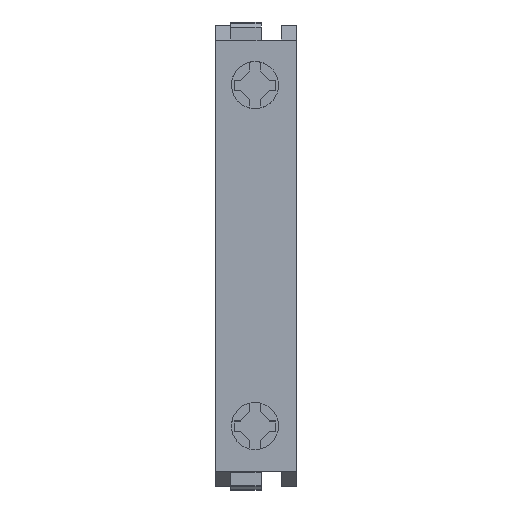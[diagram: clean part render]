
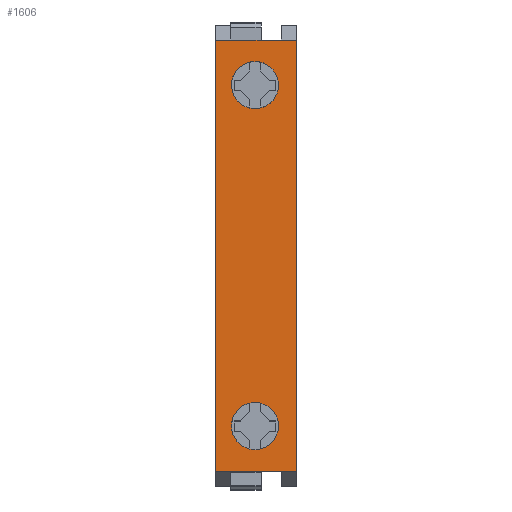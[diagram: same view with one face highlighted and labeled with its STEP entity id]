
A CAD part, top view. The second image highlights one B-rep face of the part: STEP entity #1606.
In plain terms, the highlighted planar face has unit normal (0, 0, 1).
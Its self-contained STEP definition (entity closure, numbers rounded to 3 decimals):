
#1222=CARTESIAN_POINT('',(4.152,-19.337,31.851));
#1223=VERTEX_POINT('',#1222);
#1232=CARTESIAN_POINT('',(3.649,-14.664,31.851));
#1233=VERTEX_POINT('',#1232);
#1234=CARTESIAN_POINT('',(3.9,-17.,31.851));
#1235=DIRECTION('',(0.0,0.0,-1.0));
#1236=DIRECTION('',(0.107,-0.994,0.0));
#1237=AXIS2_PLACEMENT_3D('',#1234,#1235,#1236);
#1238=CIRCLE('',#1237,2.35);
#1239=EDGE_CURVE('',#1233,#1223,#1238,.T.);
#1298=CARTESIAN_POINT('',(3.9,14.65,31.851));
#1299=VERTEX_POINT('',#1298);
#1308=CARTESIAN_POINT('',(3.901,19.35,31.851));
#1309=VERTEX_POINT('',#1308);
#1310=CARTESIAN_POINT('',(3.9,17.,31.851));
#1311=DIRECTION('',(0.0,0.0,-1.0));
#1312=DIRECTION('',(0.,-1.,0.0));
#1313=AXIS2_PLACEMENT_3D('',#1310,#1311,#1312);
#1314=CIRCLE('',#1313,2.35);
#1315=EDGE_CURVE('',#1309,#1299,#1314,.T.);
#1497=CARTESIAN_POINT('',(8.0,21.5,31.851));
#1498=DIRECTION('',(0.0,0.0,1.0));
#1499=DIRECTION('',(1.0,0.0,0.0));
#1500=AXIS2_PLACEMENT_3D('',#1497,#1498,#1499);
#1501=PLANE('',#1500);
#1502=CARTESIAN_POINT('',(1.5,21.5,31.851));
#1503=VERTEX_POINT('',#1502);
#1504=CARTESIAN_POINT('',(1.5,21.5,31.851));
#1505=VERTEX_POINT('',#1504);
#1506=CARTESIAN_POINT('',(1.5,21.5,31.851));
#1507=DIRECTION('',(0.0,1.0,0.0));
#1508=VECTOR('',#1507,0.);
#1509=LINE('',#1506,#1508);
#1510=EDGE_CURVE('',#1503,#1505,#1509,.T.);
#1511=ORIENTED_EDGE('',*,*,#1510,.T.);
#1512=CARTESIAN_POINT('',(0.0,21.5,31.851));
#1513=VERTEX_POINT('',#1512);
#1514=CARTESIAN_POINT('',(1.5,21.5,31.851));
#1515=DIRECTION('',(-1.0,0.0,0.0));
#1516=VECTOR('',#1515,1.5);
#1517=LINE('',#1514,#1516);
#1518=EDGE_CURVE('',#1505,#1513,#1517,.T.);
#1519=ORIENTED_EDGE('',*,*,#1518,.T.);
#1520=CARTESIAN_POINT('',(0.0,-21.5,31.851));
#1521=VERTEX_POINT('',#1520);
#1522=CARTESIAN_POINT('',(0.,21.5,31.851));
#1523=DIRECTION('',(0.0,-1.0,0.0));
#1524=VECTOR('',#1523,43.);
#1525=LINE('',#1522,#1524);
#1526=EDGE_CURVE('',#1513,#1521,#1525,.T.);
#1527=ORIENTED_EDGE('',*,*,#1526,.T.);
#1528=CARTESIAN_POINT('',(8.0,-21.5,31.851));
#1529=VERTEX_POINT('',#1528);
#1530=CARTESIAN_POINT('',(8.0,-21.5,31.851));
#1531=DIRECTION('',(-1.0,0.0,0.0));
#1532=VECTOR('',#1531,8.0);
#1533=LINE('',#1530,#1532);
#1534=EDGE_CURVE('',#1529,#1521,#1533,.T.);
#1535=ORIENTED_EDGE('',*,*,#1534,.F.);
#1536=CARTESIAN_POINT('',(8.0,21.5,31.851));
#1537=VERTEX_POINT('',#1536);
#1538=CARTESIAN_POINT('',(8.0,-21.5,31.851));
#1539=DIRECTION('',(0.0,1.0,0.0));
#1540=VECTOR('',#1539,43.);
#1541=LINE('',#1538,#1540);
#1542=EDGE_CURVE('',#1529,#1537,#1541,.T.);
#1543=ORIENTED_EDGE('',*,*,#1542,.T.);
#1544=CARTESIAN_POINT('',(6.5,21.5,31.851));
#1545=VERTEX_POINT('',#1544);
#1546=CARTESIAN_POINT('',(8.0,21.5,31.851));
#1547=DIRECTION('',(-1.0,0.0,0.0));
#1548=VECTOR('',#1547,1.5);
#1549=LINE('',#1546,#1548);
#1550=EDGE_CURVE('',#1537,#1545,#1549,.T.);
#1551=ORIENTED_EDGE('',*,*,#1550,.T.);
#1552=CARTESIAN_POINT('',(6.5,21.5,31.851));
#1553=VERTEX_POINT('',#1552);
#1554=CARTESIAN_POINT('',(6.5,21.5,31.851));
#1555=DIRECTION('',(0.0,-1.0,0.0));
#1556=VECTOR('',#1555,0.);
#1557=LINE('',#1554,#1556);
#1558=EDGE_CURVE('',#1545,#1553,#1557,.T.);
#1559=ORIENTED_EDGE('',*,*,#1558,.T.);
#1560=CARTESIAN_POINT('',(6.5,21.5,31.851));
#1561=DIRECTION('',(-1.0,0.0,0.0));
#1562=VECTOR('',#1561,5.);
#1563=LINE('',#1560,#1562);
#1564=EDGE_CURVE('',#1553,#1503,#1563,.T.);
#1565=ORIENTED_EDGE('',*,*,#1564,.T.);
#1566=EDGE_LOOP('',(#1511,#1519,#1527,#1535,#1543,#1551,#1559,#1565));
#1567=FACE_OUTER_BOUND('',#1566,.T.);
#1568=CARTESIAN_POINT('',(3.4,-19.297,31.851));
#1569=VERTEX_POINT('',#1568);
#1570=CARTESIAN_POINT('',(3.9,-17.,31.851));
#1571=DIRECTION('',(0.0,0.0,-1.0));
#1572=DIRECTION('',(0.107,-0.994,0.0));
#1573=AXIS2_PLACEMENT_3D('',#1570,#1571,#1572);
#1574=CIRCLE('',#1573,2.35);
#1575=EDGE_CURVE('',#1569,#1233,#1574,.T.);
#1576=ORIENTED_EDGE('',*,*,#1575,.T.);
#1577=ORIENTED_EDGE('',*,*,#1239,.T.);
#1578=CARTESIAN_POINT('',(3.9,-17.,31.851));
#1579=DIRECTION('',(0.0,0.0,-1.0));
#1580=DIRECTION('',(0.107,-0.994,0.0));
#1581=AXIS2_PLACEMENT_3D('',#1578,#1579,#1580);
#1582=CIRCLE('',#1581,2.35);
#1583=EDGE_CURVE('',#1223,#1569,#1582,.T.);
#1584=ORIENTED_EDGE('',*,*,#1583,.T.);
#1585=EDGE_LOOP('',(#1576,#1577,#1584));
#1586=FACE_BOUND('',#1585,.T.);
#1587=CARTESIAN_POINT('',(3.4,14.704,31.851));
#1588=VERTEX_POINT('',#1587);
#1589=CARTESIAN_POINT('',(3.9,17.,31.851));
#1590=DIRECTION('',(0.0,0.0,-1.0));
#1591=DIRECTION('',(0.,-1.,0.0));
#1592=AXIS2_PLACEMENT_3D('',#1589,#1590,#1591);
#1593=CIRCLE('',#1592,2.35);
#1594=EDGE_CURVE('',#1588,#1309,#1593,.T.);
#1595=ORIENTED_EDGE('',*,*,#1594,.T.);
#1596=ORIENTED_EDGE('',*,*,#1315,.T.);
#1597=CARTESIAN_POINT('',(3.9,17.,31.851));
#1598=DIRECTION('',(0.0,0.0,-1.0));
#1599=DIRECTION('',(0.,-1.,0.0));
#1600=AXIS2_PLACEMENT_3D('',#1597,#1598,#1599);
#1601=CIRCLE('',#1600,2.35);
#1602=EDGE_CURVE('',#1299,#1588,#1601,.T.);
#1603=ORIENTED_EDGE('',*,*,#1602,.T.);
#1604=EDGE_LOOP('',(#1595,#1596,#1603));
#1605=FACE_BOUND('',#1604,.T.);
#1606=ADVANCED_FACE('',(#1567,#1586,#1605),#1501,.T.);
